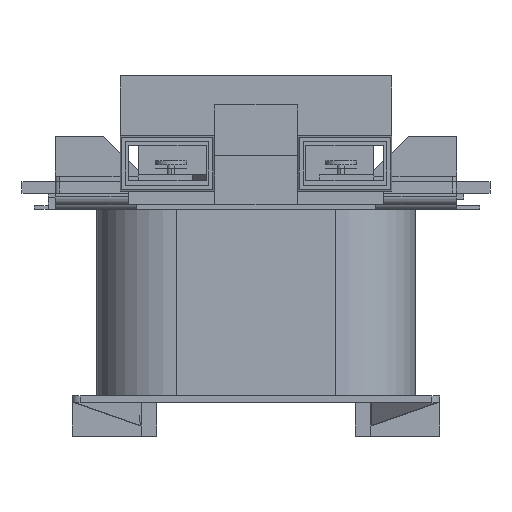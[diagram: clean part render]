
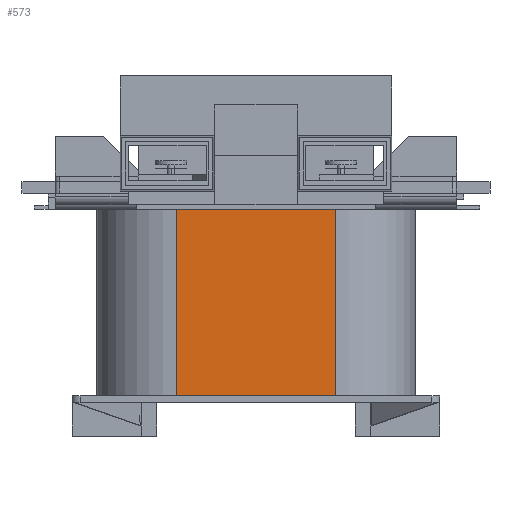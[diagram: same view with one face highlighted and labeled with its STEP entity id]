
A CAD part, front view. The second image highlights one B-rep face of the part: STEP entity #573.
In plain terms, the highlighted planar face has unit normal (0, -1, 0).
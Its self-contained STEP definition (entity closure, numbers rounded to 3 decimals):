
#250 = ORIENTED_EDGE ( 'NONE', *, *, #3177, .F. ) ;
#258 = EDGE_CURVE ( 'NONE', #2057, #12720, #21496, .T. ) ;
#573 = ADVANCED_FACE ( 'NONE', ( #22595 ), #14890, .F. ) ;
#1605 = VERTEX_POINT ( 'NONE', #11190 ) ;
#1821 = VECTOR ( 'NONE', #7604, 1000. ) ;
#2057 = VERTEX_POINT ( 'NONE', #13794 ) ;
#3177 = EDGE_CURVE ( 'NONE', #1605, #2057, #19337, .T. ) ;
#4234 = VECTOR ( 'NONE', #8719, 1000. ) ;
#4322 = DIRECTION ( 'NONE',  ( 0., 1., 0. ) ) ;
#4538 = CARTESIAN_POINT ( 'NONE',  ( -10., -17., -24.05 ) ) ;
#5314 = VECTOR ( 'NONE', #20984, 1000. ) ;
#7604 = DIRECTION ( 'NONE',  ( -1., 0., 0. ) ) ;
#8719 = DIRECTION ( 'NONE',  ( 0., 0., 1. ) ) ;
#9518 = CARTESIAN_POINT ( 'NONE',  ( -10., -17., -0.6 ) ) ;
#10049 = VERTEX_POINT ( 'NONE', #11211 ) ;
#10493 = CARTESIAN_POINT ( 'NONE',  ( -10., -17., -0.6 ) ) ;
#11190 = CARTESIAN_POINT ( 'NONE',  ( 10., -17., -24.05 ) ) ;
#11211 = CARTESIAN_POINT ( 'NONE',  ( 10., -17., -0.6 ) ) ;
#11879 = VECTOR ( 'NONE', #15986, 1000. ) ;
#12720 = VERTEX_POINT ( 'NONE', #10493 ) ;
#12770 = ORIENTED_EDGE ( 'NONE', *, *, #258, .F. ) ;
#13245 = DIRECTION ( 'NONE',  ( -1., 0., 0. ) ) ;
#13794 = CARTESIAN_POINT ( 'NONE',  ( -10., -17., -24.05 ) ) ;
#14145 = EDGE_CURVE ( 'NONE', #1605, #10049, #21737, .T. ) ;
#14228 = LINE ( 'NONE', #9518, #1821 ) ;
#14482 = ORIENTED_EDGE ( 'NONE', *, *, #16207, .T. ) ;
#14547 = AXIS2_PLACEMENT_3D ( 'NONE', #4538, #4322, #13245 ) ;
#14890 = PLANE ( 'NONE',  #14547 ) ;
#15986 = DIRECTION ( 'NONE',  ( 0., 0., 1. ) ) ;
#16192 = ORIENTED_EDGE ( 'NONE', *, *, #14145, .T. ) ;
#16207 = EDGE_CURVE ( 'NONE', #10049, #12720, #14228, .T. ) ;
#18054 = EDGE_LOOP ( 'NONE', ( #14482, #12770, #250, #16192 ) ) ;
#19255 = CARTESIAN_POINT ( 'NONE',  ( -10., -17., -24.05 ) ) ;
#19337 = LINE ( 'NONE', #21062, #5314 ) ;
#20984 = DIRECTION ( 'NONE',  ( -1., 0., 0. ) ) ;
#21062 = CARTESIAN_POINT ( 'NONE',  ( -10., -17., -24.05 ) ) ;
#21114 = CARTESIAN_POINT ( 'NONE',  ( 10., -17., -24.05 ) ) ;
#21496 = LINE ( 'NONE', #19255, #4234 ) ;
#21737 = LINE ( 'NONE', #21114, #11879 ) ;
#22595 = FACE_OUTER_BOUND ( 'NONE', #18054, .T. ) ;
